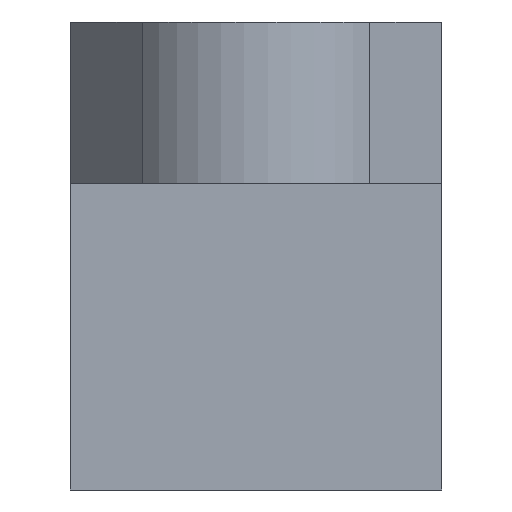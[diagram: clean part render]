
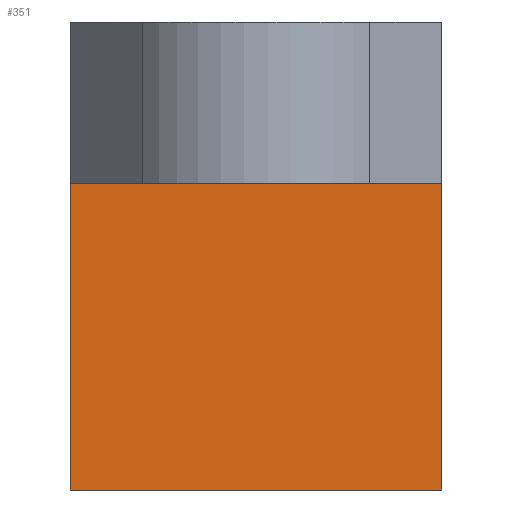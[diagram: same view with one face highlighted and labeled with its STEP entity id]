
A CAD part, front view. The second image highlights one B-rep face of the part: STEP entity #351.
In plain terms, the highlighted planar face has unit normal (0, -1, 0).
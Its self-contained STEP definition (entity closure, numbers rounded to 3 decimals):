
#36=ORIENTED_EDGE('',*,*,#130,.F.);
#37=ORIENTED_EDGE('',*,*,#131,.F.);
#38=ORIENTED_EDGE('',*,*,#132,.T.);
#39=ORIENTED_EDGE('',*,*,#133,.T.);
#130=EDGE_CURVE('',#176,#177,#210,.T.);
#131=EDGE_CURVE('',#178,#176,#211,.T.);
#132=EDGE_CURVE('',#178,#179,#212,.T.);
#133=EDGE_CURVE('',#179,#177,#213,.T.);
#176=VERTEX_POINT('',#531);
#177=VERTEX_POINT('',#532);
#178=VERTEX_POINT('',#534);
#179=VERTEX_POINT('',#536);
#210=LINE('',#530,#250);
#211=LINE('',#533,#251);
#212=LINE('',#535,#252);
#213=LINE('',#537,#253);
#250=VECTOR('',#429,1000.);
#251=VECTOR('',#430,1000.);
#252=VECTOR('',#431,1000.);
#253=VECTOR('',#432,1000.);
#283=EDGE_LOOP('',(#36,#37,#38,#39));
#309=FACE_BOUND('',#283,.T.);
#335=PLANE('',#384);
#351=ADVANCED_FACE('',(#309),#335,.F.);
#384=AXIS2_PLACEMENT_3D('',#529,#427,#428);
#427=DIRECTION('',(0.,1.,0.));
#428=DIRECTION('',(1.,0.,0.));
#429=DIRECTION('',(0.,0.,1.));
#430=DIRECTION('',(-1.,0.,0.));
#431=DIRECTION('',(0.,0.,1.));
#432=DIRECTION('',(-1.,0.,0.));
#529=CARTESIAN_POINT('',(-15.75,-35.5,7.75));
#530=CARTESIAN_POINT('',(-27.25,-35.5,7.75));
#531=CARTESIAN_POINT('',(-27.25,-35.5,3.));
#532=CARTESIAN_POINT('',(-27.25,-35.5,12.5));
#533=CARTESIAN_POINT('',(-15.75,-35.5,3.));
#534=CARTESIAN_POINT('',(-15.75,-35.5,3.));
#535=CARTESIAN_POINT('',(-15.75,-35.5,7.75));
#536=CARTESIAN_POINT('',(-15.75,-35.5,12.5));
#537=CARTESIAN_POINT('',(-15.75,-35.5,12.5));
